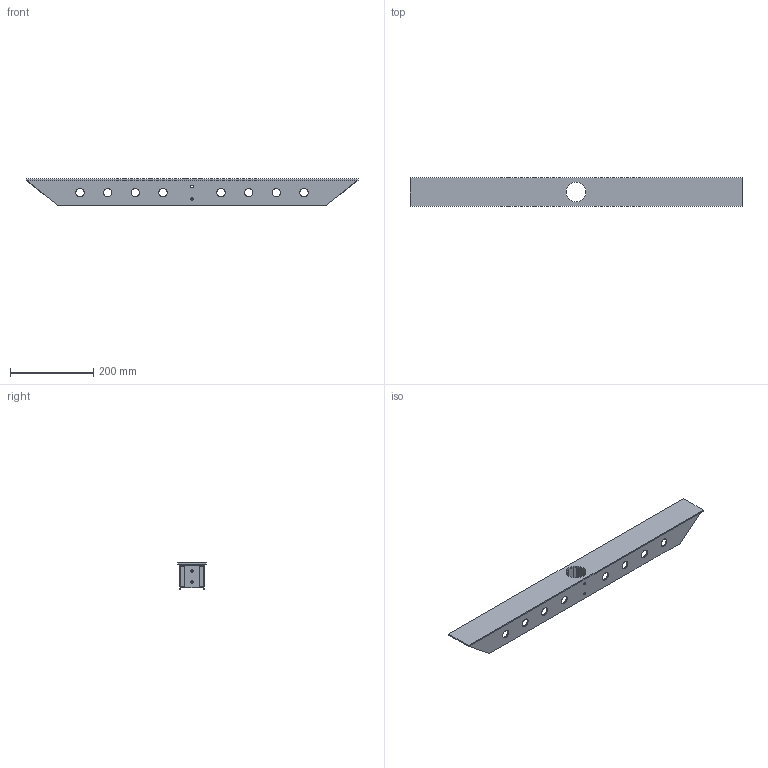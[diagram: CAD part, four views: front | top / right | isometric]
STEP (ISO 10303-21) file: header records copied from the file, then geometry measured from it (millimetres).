
FILE_DESCRIPTION(('FreeCAD Model'),'2;1');
FILE_NAME('al_profs.step', '2014-03-07T02:15:34',('FreeCAD'),('FreeCAD'), 'Open CASCADE STEP processor 6.5','FreeCAD','Unknown');
FILE_SCHEMA(('AUTOMOTIVE_DESIGN_CC2 { 1 2 10303 214 -1 1 5 4 }'));
Length unit declared in the file: millimetre
Products named in the file (5): Pocket005; Pocket004_(Mirror_#1); Array; Pocket004; MultiTransform
Bounding box: 800 x 68 x 63 mm (x, y, z)
Volume: 549649.2 mm3; surface area: 386449.1 mm2
Topology: 8 solids, 8 shells, 89 faces, 225 edges, 147 vertices
Faces by surface type: plane 63, cylinder 26
Full cylindrical faces by diameter (mm): 6 x8, 20 x16, 48 x1, 54 x1
Entity records: 5858 total; most frequent: CARTESIAN_POINT 1078, DIRECTION 866, LINE 539, VECTOR 539, ORIENTED_EDGE 450, PCURVE 450, DEFINITIONAL_REPRESENTATION 450, EDGE_CURVE 225
